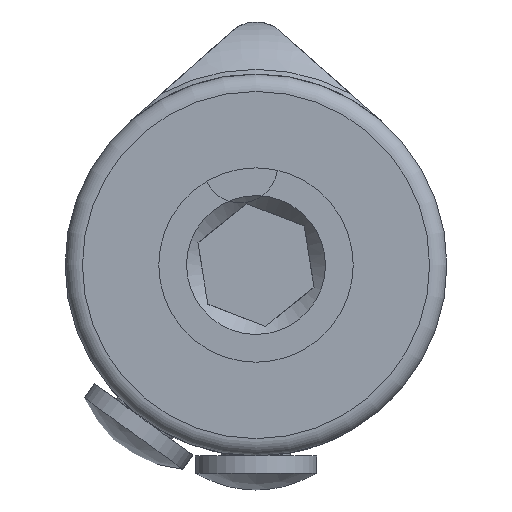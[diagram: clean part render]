
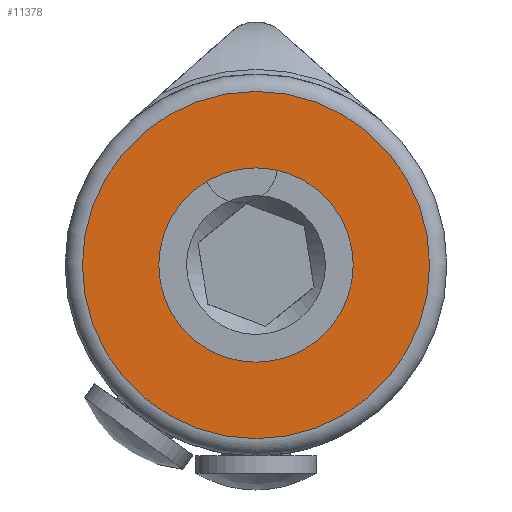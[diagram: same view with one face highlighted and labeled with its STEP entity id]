
A CAD part, front view. The second image highlights one B-rep face of the part: STEP entity #11378.
In plain terms, the highlighted face is planar.
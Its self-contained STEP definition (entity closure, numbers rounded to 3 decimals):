
#381 = DIRECTION ( 'NONE',  ( 0., 0., 1. ) ) ;
#1074 = CIRCLE ( 'NONE', #2121, 5.6 ) ;
#2022 = CARTESIAN_POINT ( 'NONE',  ( 0.025, 37.5, 12. ) ) ;
#2121 = AXIS2_PLACEMENT_3D ( 'NONE', #5397, #12926, #381 ) ;
#3265 = VERTEX_POINT ( 'NONE', #9684 ) ;
#3659 = VERTEX_POINT ( 'NONE', #7412 ) ;
#3874 = EDGE_CURVE ( 'NONE', #3265, #3265, #1074, .T. ) ;
#3877 = DIRECTION ( 'NONE',  ( 0., 0., 1. ) ) ;
#4852 = ORIENTED_EDGE ( 'NONE', *, *, #3874, .F. ) ;
#5397 = CARTESIAN_POINT ( 'NONE',  ( 0., 37.5, 0. ) ) ;
#7412 = CARTESIAN_POINT ( 'NONE',  ( 0., 37.5, 10. ) ) ;
#8462 = FACE_BOUND ( 'NONE', #9681, .T. ) ;
#9095 = AXIS2_PLACEMENT_3D ( 'NONE', #2022, #10796, #13327 ) ;
#9434 = CIRCLE ( 'NONE', #11661, 10. ) ;
#9643 = FACE_OUTER_BOUND ( 'NONE', #10457, .T. ) ;
#9681 = EDGE_LOOP ( 'NONE', ( #4852 ) ) ;
#9684 = CARTESIAN_POINT ( 'NONE',  ( 0., 37.5, 5.6 ) ) ;
#10198 = DIRECTION ( 'NONE',  ( 0., 1., 0. ) ) ;
#10457 = EDGE_LOOP ( 'NONE', ( #11802 ) ) ;
#10796 = DIRECTION ( 'NONE',  ( 0., 1., 0. ) ) ;
#11378 = ADVANCED_FACE ( 'NONE', ( #8462, #9643 ), #11901, .T. ) ;
#11661 = AXIS2_PLACEMENT_3D ( 'NONE', #13887, #10198, #3877 ) ;
#11802 = ORIENTED_EDGE ( 'NONE', *, *, #11851, .T. ) ;
#11851 = EDGE_CURVE ( 'NONE', #3659, #3659, #9434, .T. ) ;
#11901 = PLANE ( 'NONE',  #9095 ) ;
#12926 = DIRECTION ( 'NONE',  ( 0., 1., 0. ) ) ;
#13327 = DIRECTION ( 'NONE',  ( 0., 0., 1. ) ) ;
#13887 = CARTESIAN_POINT ( 'NONE',  ( 0., 37.5, 0. ) ) ;
